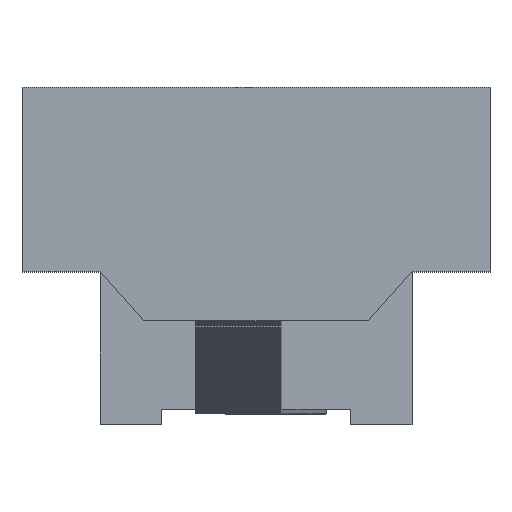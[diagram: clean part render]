
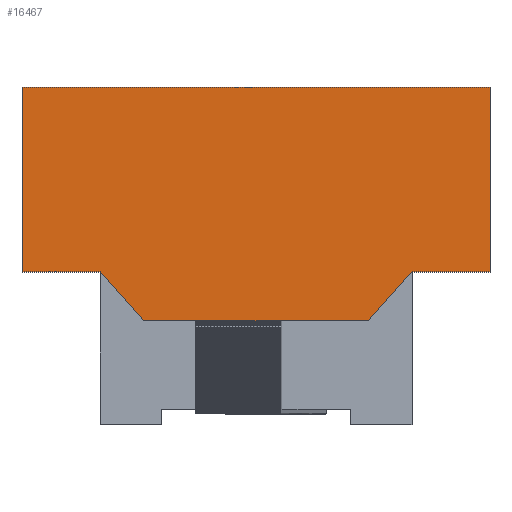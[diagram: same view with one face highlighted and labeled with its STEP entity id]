
A CAD part, top view. The second image highlights one B-rep face of the part: STEP entity #16467.
In plain terms, the highlighted planar face has unit normal (0, 0, 1).
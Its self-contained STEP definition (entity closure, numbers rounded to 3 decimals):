
#5965=DIRECTION('',(0.,-1.,0.));
#5966=VECTOR('',#5965,1.5);
#5967=CARTESIAN_POINT('',(-1.905,1.395,1.905));
#5968=LINE('',#5967,#5966);
#5969=DIRECTION('',(-1.,0.,0.));
#5970=VECTOR('',#5969,3.81);
#5971=CARTESIAN_POINT('',(1.905,1.395,1.905));
#5972=LINE('',#5971,#5970);
#5973=DIRECTION('',(0.,1.,0.));
#5974=VECTOR('',#5973,1.5);
#5975=CARTESIAN_POINT('',(1.905,-0.105,1.905));
#5976=LINE('',#5975,#5974);
#5977=DIRECTION('',(1.,0.,0.));
#5978=VECTOR('',#5977,0.635);
#5979=CARTESIAN_POINT('',(1.27,-0.105,1.905));
#5980=LINE('',#5979,#5978);
#5981=DIRECTION('',(0.665,0.747,0.));
#5982=VECTOR('',#5981,0.536);
#5983=CARTESIAN_POINT('',(0.914,-0.505,1.905));
#5984=LINE('',#5983,#5982);
#5985=DIRECTION('',(1.,0.,0.));
#5986=VECTOR('',#5985,1.827);
#5987=CARTESIAN_POINT('',(-0.914,-0.505,1.905));
#5988=LINE('',#5987,#5986);
#5989=DIRECTION('',(0.665,-0.747,0.));
#5990=VECTOR('',#5989,0.536);
#5991=CARTESIAN_POINT('',(-1.27,-0.105,1.905));
#5992=LINE('',#5991,#5990);
#5993=DIRECTION('',(1.,0.,0.));
#5994=VECTOR('',#5993,0.635);
#5995=CARTESIAN_POINT('',(-1.905,-0.105,1.905));
#5996=LINE('',#5995,#5994);
#6085=CARTESIAN_POINT('',(-1.905,1.395,1.905));
#6086=CARTESIAN_POINT('',(-1.905,-0.105,1.905));
#6087=VERTEX_POINT('',#6085);
#6088=VERTEX_POINT('',#6086);
#6089=CARTESIAN_POINT('',(-0.914,-0.505,1.905));
#6090=CARTESIAN_POINT('',(0.914,-0.505,1.905));
#6091=VERTEX_POINT('',#6089);
#6092=VERTEX_POINT('',#6090);
#6093=CARTESIAN_POINT('',(1.905,-0.105,1.905));
#6094=CARTESIAN_POINT('',(1.905,1.395,1.905));
#6095=VERTEX_POINT('',#6093);
#6096=VERTEX_POINT('',#6094);
#7685=CARTESIAN_POINT('',(-1.27,-0.105,1.905));
#7686=VERTEX_POINT('',#7685);
#7687=CARTESIAN_POINT('',(1.27,-0.105,1.905));
#7688=VERTEX_POINT('',#7687);
#16452=CARTESIAN_POINT('',(0.,0.,1.905));
#16453=DIRECTION('',(0.,0.,1.));
#16454=DIRECTION('',(1.,0.,0.));
#16455=AXIS2_PLACEMENT_3D('',#16452,#16453,#16454);
#16456=PLANE('',#16455);
#16457=ORIENTED_EDGE('',*,*,#9614,.F.);
#16458=ORIENTED_EDGE('',*,*,#9628,.F.);
#16459=ORIENTED_EDGE('',*,*,#9642,.F.);
#16460=ORIENTED_EDGE('',*,*,#9657,.F.);
#16461=ORIENTED_EDGE('',*,*,#16446,.F.);
#16462=ORIENTED_EDGE('',*,*,#8571,.F.);
#16463=ORIENTED_EDGE('',*,*,#9579,.F.);
#16464=ORIENTED_EDGE('',*,*,#9551,.F.);
#16465=EDGE_LOOP('',(#16457,#16458,#16459,#16460,#16461,#16462,#16463,#16464));
#16466=FACE_OUTER_BOUND('',#16465,.F.);
#8571=EDGE_CURVE('',#6091,#6092,#5988,.T.);
#9551=EDGE_CURVE('',#6088,#7686,#5996,.T.);
#9579=EDGE_CURVE('',#7686,#6091,#5992,.T.);
#9614=EDGE_CURVE('',#6087,#6088,#5968,.T.);
#9628=EDGE_CURVE('',#6096,#6087,#5972,.T.);
#9642=EDGE_CURVE('',#6095,#6096,#5976,.T.);
#9657=EDGE_CURVE('',#7688,#6095,#5980,.T.);
#16446=EDGE_CURVE('',#6092,#7688,#5984,.T.);
#16467=ADVANCED_FACE('',(#16466),#16456,.T.);
